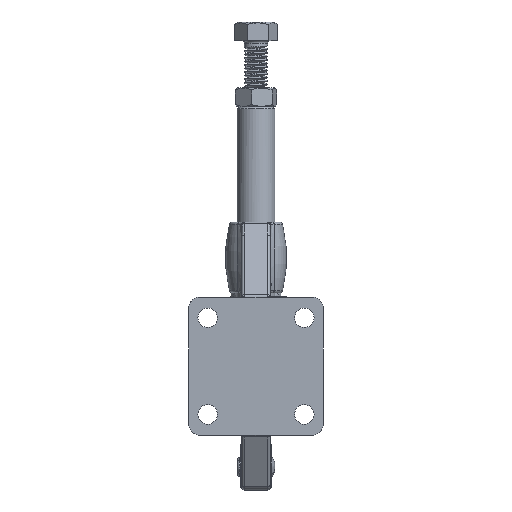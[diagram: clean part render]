
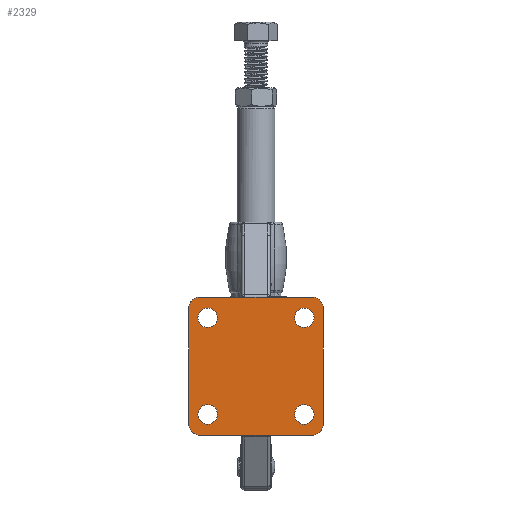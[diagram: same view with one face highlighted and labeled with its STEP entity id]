
A CAD part, front view. The second image highlights one B-rep face of the part: STEP entity #2329.
In plain terms, the highlighted planar face has unit normal (0, -1, 0).
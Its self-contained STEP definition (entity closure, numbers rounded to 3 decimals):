
#1993 = VERTEX_POINT ( 'NONE', #17523 ) ;
#1995 = EDGE_CURVE ( 'NONE', #1993, #1996, #17522, .T. ) ;
#1996 = VERTEX_POINT ( 'NONE', #17517 ) ;
#2044 = VERTEX_POINT ( 'NONE', #17613 ) ;
#2046 = EDGE_CURVE ( 'NONE', #2044, #2047, #17612, .T. ) ;
#2047 = VERTEX_POINT ( 'NONE', #17607 ) ;
#2059 = VERTEX_POINT ( 'NONE', #17644 ) ;
#2061 = EDGE_CURVE ( 'NONE', #2059, #2062, #17643, .T. ) ;
#2062 = VERTEX_POINT ( 'NONE', #17638 ) ;
#2112 = VERTEX_POINT ( 'NONE', #17731 ) ;
#2114 = EDGE_CURVE ( 'NONE', #2112, #2115, #17730, .T. ) ;
#2115 = VERTEX_POINT ( 'NONE', #17725 ) ;
#2250 = ORIENTED_EDGE ( 'NONE', *, *, #2255, .F. ) ;
#2251 = ORIENTED_EDGE ( 'NONE', *, *, #2046, .F. ) ;
#2252 = EDGE_LOOP ( 'NONE', ( #2307, #2308 ) ) ;
#2255 = EDGE_CURVE ( 'NONE', #2047, #2044, #18029, .T. ) ;
#2263 = EDGE_CURVE ( 'NONE', #2062, #2059, #18013, .T. ) ;
#2274 = EDGE_CURVE ( 'NONE', #2115, #2112, #18052, .T. ) ;
#2287 = VERTEX_POINT ( 'NONE', #18081 ) ;
#2289 = EDGE_CURVE ( 'NONE', #2287, #2290, #18080, .T. ) ;
#2290 = VERTEX_POINT ( 'NONE', #18076 ) ;
#2293 = VERTEX_POINT ( 'NONE', #18067 ) ;
#2294 = ORIENTED_EDGE ( 'NONE', *, *, #2295, .T. ) ;
#2295 = EDGE_CURVE ( 'NONE', #2293, #2296, #18066, .T. ) ;
#2296 = VERTEX_POINT ( 'NONE', #18126 ) ;
#2297 = ORIENTED_EDGE ( 'NONE', *, *, #2298, .T. ) ;
#2298 = EDGE_CURVE ( 'NONE', #2296, #2299, #18125, .T. ) ;
#2299 = VERTEX_POINT ( 'NONE', #18120 ) ;
#2300 = ORIENTED_EDGE ( 'NONE', *, *, #2301, .F. ) ;
#2301 = EDGE_CURVE ( 'NONE', #2302, #2299, #18119, .T. ) ;
#2302 = VERTEX_POINT ( 'NONE', #18115 ) ;
#2303 = ORIENTED_EDGE ( 'NONE', *, *, #2304, .T. ) ;
#2304 = EDGE_CURVE ( 'NONE', #2302, #2290, #18113, .T. ) ;
#2305 = ORIENTED_EDGE ( 'NONE', *, *, #2289, .F. ) ;
#2307 = ORIENTED_EDGE ( 'NONE', *, *, #2263, .F. ) ;
#2308 = ORIENTED_EDGE ( 'NONE', *, *, #2061, .F. ) ;
#2309 = EDGE_LOOP ( 'NONE', ( #2310, #2311 ) ) ;
#2310 = ORIENTED_EDGE ( 'NONE', *, *, #2274, .F. ) ;
#2311 = ORIENTED_EDGE ( 'NONE', *, *, #2114, .F. ) ;
#2312 = EDGE_LOOP ( 'NONE', ( #2313, #2314 ) ) ;
#2313 = ORIENTED_EDGE ( 'NONE', *, *, #2328, .F. ) ;
#2314 = ORIENTED_EDGE ( 'NONE', *, *, #1995, .F. ) ;
#2315 = EDGE_LOOP ( 'NONE', ( #2316, #2320, #2294, #2297, #2300, #2303, #2305, #2365 ) ) ;
#2316 = ORIENTED_EDGE ( 'NONE', *, *, #2317, .T. ) ;
#2317 = EDGE_CURVE ( 'NONE', #2318, #2319, #18114, .T. ) ;
#2318 = VERTEX_POINT ( 'NONE', #18105 ) ;
#2319 = VERTEX_POINT ( 'NONE', #18104 ) ;
#2320 = ORIENTED_EDGE ( 'NONE', *, *, #2321, .T. ) ;
#2321 = EDGE_CURVE ( 'NONE', #2319, #2293, #18103, .T. ) ;
#2328 = EDGE_CURVE ( 'NONE', #1996, #1993, #18151, .T. ) ;
#2329 = ADVANCED_FACE ( 'NONE', ( #18146, #18145, #18144, #18143, #18142 ), #18141, .F. ) ;
#2330 = EDGE_LOOP ( 'NONE', ( #2250, #2251 ) ) ;
#2365 = ORIENTED_EDGE ( 'NONE', *, *, #2366, .T. ) ;
#2366 = EDGE_CURVE ( 'NONE', #2287, #2318, #18240, .T. ) ;
#17517 = CARTESIAN_POINT ( 'NONE',  ( 20.55, 0., 45.8 ) ) ;
#17518 = DIRECTION ( 'NONE',  ( 0., 0., -1. ) ) ;
#17519 = DIRECTION ( 'NONE',  ( 0., -1., 0. ) ) ;
#17520 = CARTESIAN_POINT ( 'NONE',  ( 20.55, 0., 49.95 ) ) ;
#17521 = AXIS2_PLACEMENT_3D ( 'NONE', #17520, #17519, #17518 ) ;
#17522 = CIRCLE ( 'NONE', #17521, 4.15 ) ;
#17523 = CARTESIAN_POINT ( 'NONE',  ( 20.55, 0., 54.1 ) ) ;
#17607 = CARTESIAN_POINT ( 'NONE',  ( -20.55, 0., 4.7 ) ) ;
#17608 = DIRECTION ( 'NONE',  ( 0., 0., -1. ) ) ;
#17609 = DIRECTION ( 'NONE',  ( 0., -1., 0. ) ) ;
#17610 = CARTESIAN_POINT ( 'NONE',  ( -20.55, 0., 8.85 ) ) ;
#17611 = AXIS2_PLACEMENT_3D ( 'NONE', #17610, #17609, #17608 ) ;
#17612 = CIRCLE ( 'NONE', #17611, 4.15 ) ;
#17613 = CARTESIAN_POINT ( 'NONE',  ( -20.55, 0., 13. ) ) ;
#17638 = CARTESIAN_POINT ( 'NONE',  ( -20.55, 0., 45.8 ) ) ;
#17639 = DIRECTION ( 'NONE',  ( 0., 0., -1. ) ) ;
#17640 = DIRECTION ( 'NONE',  ( 0., -1., 0. ) ) ;
#17641 = CARTESIAN_POINT ( 'NONE',  ( -20.55, 0., 49.95 ) ) ;
#17642 = AXIS2_PLACEMENT_3D ( 'NONE', #17641, #17640, #17639 ) ;
#17643 = CIRCLE ( 'NONE', #17642, 4.15 ) ;
#17644 = CARTESIAN_POINT ( 'NONE',  ( -20.55, 0., 54.1 ) ) ;
#17725 = CARTESIAN_POINT ( 'NONE',  ( 20.55, 0., 4.7 ) ) ;
#17726 = DIRECTION ( 'NONE',  ( 0., 0., -1. ) ) ;
#17727 = DIRECTION ( 'NONE',  ( 0., -1., 0. ) ) ;
#17728 = CARTESIAN_POINT ( 'NONE',  ( 20.55, 0., 8.85 ) ) ;
#17729 = AXIS2_PLACEMENT_3D ( 'NONE', #17728, #17727, #17726 ) ;
#17730 = CIRCLE ( 'NONE', #17729, 4.15 ) ;
#17731 = CARTESIAN_POINT ( 'NONE',  ( 20.55, 0., 13. ) ) ;
#18009 = DIRECTION ( 'NONE',  ( 0., 0., -1. ) ) ;
#18010 = DIRECTION ( 'NONE',  ( 0., -1., 0. ) ) ;
#18011 = CARTESIAN_POINT ( 'NONE',  ( -20.55, 0., 49.95 ) ) ;
#18012 = AXIS2_PLACEMENT_3D ( 'NONE', #18011, #18010, #18009 ) ;
#18013 = CIRCLE ( 'NONE', #18012, 4.15 ) ;
#18025 = DIRECTION ( 'NONE',  ( 0., 0., -1. ) ) ;
#18026 = DIRECTION ( 'NONE',  ( 0., -1., 0. ) ) ;
#18027 = CARTESIAN_POINT ( 'NONE',  ( -20.55, 0., 8.85 ) ) ;
#18028 = AXIS2_PLACEMENT_3D ( 'NONE', #18027, #18026, #18025 ) ;
#18029 = CIRCLE ( 'NONE', #18028, 4.15 ) ;
#18048 = DIRECTION ( 'NONE',  ( 0., 0., -1. ) ) ;
#18049 = DIRECTION ( 'NONE',  ( 0., -1., 0. ) ) ;
#18050 = CARTESIAN_POINT ( 'NONE',  ( 20.55, 0., 8.85 ) ) ;
#18051 = AXIS2_PLACEMENT_3D ( 'NONE', #18050, #18049, #18048 ) ;
#18052 = CIRCLE ( 'NONE', #18051, 4.15 ) ;
#18063 = DIRECTION ( 'NONE',  ( 1., 0., 0. ) ) ;
#18064 = VECTOR ( 'NONE', #18063, 1000. ) ;
#18065 = CARTESIAN_POINT ( 'NONE',  ( 0., 0., 0. ) ) ;
#18066 = LINE ( 'NONE', #18065, #18064 ) ;
#18067 = CARTESIAN_POINT ( 'NONE',  ( -23.6, 0., 0. ) ) ;
#18076 = CARTESIAN_POINT ( 'NONE',  ( 23.6, 0., 58.8 ) ) ;
#18077 = DIRECTION ( 'NONE',  ( 1., 0., 0. ) ) ;
#18078 = VECTOR ( 'NONE', #18077, 1000. ) ;
#18079 = CARTESIAN_POINT ( 'NONE',  ( 0., 0., 58.8 ) ) ;
#18080 = LINE ( 'NONE', #18079, #18078 ) ;
#18081 = CARTESIAN_POINT ( 'NONE',  ( -23.6, 0., 58.8 ) ) ;
#18099 = DIRECTION ( 'NONE',  ( 0., 0., 1. ) ) ;
#18100 = DIRECTION ( 'NONE',  ( 0., -1., 0. ) ) ;
#18101 = CARTESIAN_POINT ( 'NONE',  ( -23.6, 0., 5. ) ) ;
#18102 = AXIS2_PLACEMENT_3D ( 'NONE', #18101, #18100, #18099 ) ;
#18103 = CIRCLE ( 'NONE', #18102, 5. ) ;
#18104 = CARTESIAN_POINT ( 'NONE',  ( -28.6, 0., 5. ) ) ;
#18105 = CARTESIAN_POINT ( 'NONE',  ( -28.6, 0., 53.8 ) ) ;
#18106 = DIRECTION ( 'NONE',  ( 0., 0., -1. ) ) ;
#18107 = VECTOR ( 'NONE', #18106, 1000. ) ;
#18108 = CARTESIAN_POINT ( 'NONE',  ( -28.6, 0., 58.8 ) ) ;
#18109 = DIRECTION ( 'NONE',  ( 0., 0., 1. ) ) ;
#18110 = DIRECTION ( 'NONE',  ( 0., -1., 0. ) ) ;
#18111 = CARTESIAN_POINT ( 'NONE',  ( 23.6, 0., 53.8 ) ) ;
#18112 = AXIS2_PLACEMENT_3D ( 'NONE', #18111, #18110, #18109 ) ;
#18113 = CIRCLE ( 'NONE', #18112, 5. ) ;
#18114 = LINE ( 'NONE', #18108, #18107 ) ;
#18115 = CARTESIAN_POINT ( 'NONE',  ( 28.6, 0., 53.8 ) ) ;
#18116 = DIRECTION ( 'NONE',  ( 0., 0., -1. ) ) ;
#18117 = VECTOR ( 'NONE', #18116, 1000. ) ;
#18118 = CARTESIAN_POINT ( 'NONE',  ( 28.6, 0., 58.8 ) ) ;
#18119 = LINE ( 'NONE', #18118, #18117 ) ;
#18120 = CARTESIAN_POINT ( 'NONE',  ( 28.6, 0., 5. ) ) ;
#18121 = DIRECTION ( 'NONE',  ( 0., 0., 1. ) ) ;
#18122 = DIRECTION ( 'NONE',  ( 0., -1., 0. ) ) ;
#18123 = CARTESIAN_POINT ( 'NONE',  ( 23.6, 0., 5. ) ) ;
#18124 = AXIS2_PLACEMENT_3D ( 'NONE', #18123, #18122, #18121 ) ;
#18125 = CIRCLE ( 'NONE', #18124, 5. ) ;
#18126 = CARTESIAN_POINT ( 'NONE',  ( 23.6, 0., 0. ) ) ;
#18136 = DIRECTION ( 'NONE',  ( 0., 0., 1. ) ) ;
#18137 = DIRECTION ( 'NONE',  ( 0., 1., 0. ) ) ;
#18138 = AXIS2_PLACEMENT_3D ( 'NONE', #18140, #18137, #18136 ) ;
#18140 = CARTESIAN_POINT ( 'NONE',  ( 0., 0., 58.8 ) ) ;
#18141 = PLANE ( 'NONE',  #18138 ) ;
#18142 = FACE_OUTER_BOUND ( 'NONE', #2315, .T. ) ;
#18143 = FACE_BOUND ( 'NONE', #2312, .T. ) ;
#18144 = FACE_BOUND ( 'NONE', #2309, .T. ) ;
#18145 = FACE_BOUND ( 'NONE', #2252, .T. ) ;
#18146 = FACE_BOUND ( 'NONE', #2330, .T. ) ;
#18147 = DIRECTION ( 'NONE',  ( 0., 0., -1. ) ) ;
#18148 = DIRECTION ( 'NONE',  ( 0., -1., 0. ) ) ;
#18149 = CARTESIAN_POINT ( 'NONE',  ( 20.55, 0., 49.95 ) ) ;
#18150 = AXIS2_PLACEMENT_3D ( 'NONE', #18149, #18148, #18147 ) ;
#18151 = CIRCLE ( 'NONE', #18150, 4.15 ) ;
#18236 = DIRECTION ( 'NONE',  ( 0., 0., 1. ) ) ;
#18237 = DIRECTION ( 'NONE',  ( 0., -1., 0. ) ) ;
#18238 = CARTESIAN_POINT ( 'NONE',  ( -23.6, 0., 53.8 ) ) ;
#18239 = AXIS2_PLACEMENT_3D ( 'NONE', #18238, #18237, #18236 ) ;
#18240 = CIRCLE ( 'NONE', #18239, 5. ) ;
